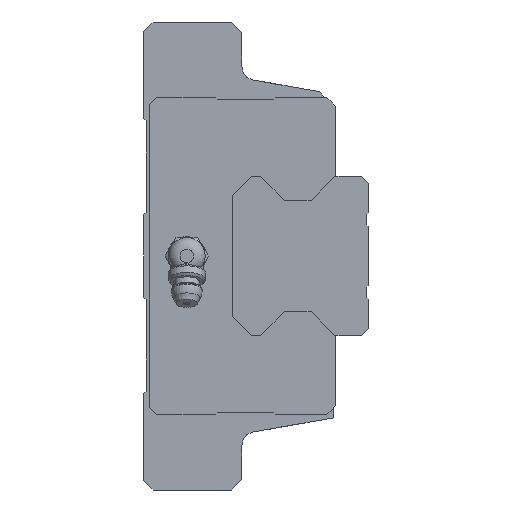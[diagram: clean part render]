
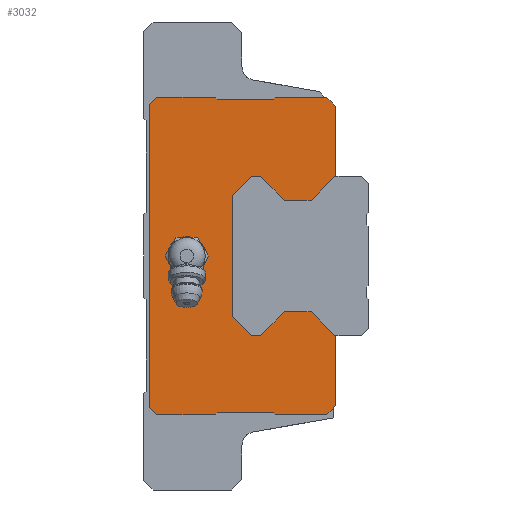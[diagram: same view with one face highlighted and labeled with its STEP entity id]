
A CAD part, left-side view. The second image highlights one B-rep face of the part: STEP entity #3032.
In plain terms, the highlighted planar face has unit normal (-1, 0, 0).
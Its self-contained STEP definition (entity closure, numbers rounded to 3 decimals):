
#667=ORIENTED_EDGE('',*,*,#1241,.F.);
#668=ORIENTED_EDGE('',*,*,#1276,.F.);
#669=ORIENTED_EDGE('',*,*,#1274,.F.);
#670=ORIENTED_EDGE('',*,*,#1272,.F.);
#671=ORIENTED_EDGE('',*,*,#1270,.F.);
#672=ORIENTED_EDGE('',*,*,#1268,.F.);
#673=ORIENTED_EDGE('',*,*,#1266,.F.);
#674=ORIENTED_EDGE('',*,*,#1264,.F.);
#675=ORIENTED_EDGE('',*,*,#1262,.F.);
#676=ORIENTED_EDGE('',*,*,#1260,.F.);
#677=ORIENTED_EDGE('',*,*,#1258,.F.);
#678=ORIENTED_EDGE('',*,*,#1256,.F.);
#679=ORIENTED_EDGE('',*,*,#1254,.F.);
#680=ORIENTED_EDGE('',*,*,#1252,.F.);
#681=ORIENTED_EDGE('',*,*,#1250,.F.);
#682=ORIENTED_EDGE('',*,*,#1248,.F.);
#683=ORIENTED_EDGE('',*,*,#1125,.F.);
#684=ORIENTED_EDGE('',*,*,#1122,.F.);
#685=ORIENTED_EDGE('',*,*,#1119,.F.);
#686=ORIENTED_EDGE('',*,*,#1116,.F.);
#687=ORIENTED_EDGE('',*,*,#1113,.F.);
#688=ORIENTED_EDGE('',*,*,#1110,.F.);
#689=ORIENTED_EDGE('',*,*,#1107,.F.);
#690=ORIENTED_EDGE('',*,*,#1104,.F.);
#691=ORIENTED_EDGE('',*,*,#1101,.F.);
#692=ORIENTED_EDGE('',*,*,#1098,.F.);
#693=ORIENTED_EDGE('',*,*,#1093,.F.);
#694=ORIENTED_EDGE('',*,*,#1247,.F.);
#695=ORIENTED_EDGE('',*,*,#1245,.F.);
#696=ORIENTED_EDGE('',*,*,#1243,.F.);
#697=ORIENTED_EDGE('',*,*,#1277,.T.);
#698=ORIENTED_EDGE('',*,*,#1278,.T.);
#699=ORIENTED_EDGE('',*,*,#1279,.T.);
#700=ORIENTED_EDGE('',*,*,#1280,.T.);
#701=ORIENTED_EDGE('',*,*,#1281,.T.);
#702=ORIENTED_EDGE('',*,*,#1282,.T.);
#1093=EDGE_CURVE('',#1501,#1502,#1781,.T.);
#1098=EDGE_CURVE('',#1502,#1506,#1786,.T.);
#1101=EDGE_CURVE('',#1506,#1508,#1789,.T.);
#1104=EDGE_CURVE('',#1508,#1510,#1792,.T.);
#1107=EDGE_CURVE('',#1510,#1512,#1795,.T.);
#1110=EDGE_CURVE('',#1512,#1514,#1798,.T.);
#1113=EDGE_CURVE('',#1514,#1516,#1801,.T.);
#1116=EDGE_CURVE('',#1516,#1518,#1804,.T.);
#1119=EDGE_CURVE('',#1518,#1520,#1807,.T.);
#1122=EDGE_CURVE('',#1520,#1522,#1810,.T.);
#1125=EDGE_CURVE('',#1522,#1524,#1813,.T.);
#1241=EDGE_CURVE('',#1594,#1595,#1916,.T.);
#1243=EDGE_CURVE('',#1595,#1596,#1918,.T.);
#1245=EDGE_CURVE('',#1596,#1597,#1920,.T.);
#1247=EDGE_CURVE('',#1597,#1501,#1922,.T.);
#1248=EDGE_CURVE('',#1524,#1598,#1923,.T.);
#1250=EDGE_CURVE('',#1598,#1599,#1925,.T.);
#1252=EDGE_CURVE('',#1599,#1600,#1927,.T.);
#1254=EDGE_CURVE('',#1600,#1601,#1929,.T.);
#1256=EDGE_CURVE('',#1601,#1602,#1931,.T.);
#1258=EDGE_CURVE('',#1602,#1603,#1933,.T.);
#1260=EDGE_CURVE('',#1603,#1604,#1935,.T.);
#1262=EDGE_CURVE('',#1604,#1605,#1937,.T.);
#1264=EDGE_CURVE('',#1605,#1606,#1939,.T.);
#1266=EDGE_CURVE('',#1606,#1607,#1941,.T.);
#1268=EDGE_CURVE('',#1607,#1608,#1943,.T.);
#1270=EDGE_CURVE('',#1608,#1609,#1945,.T.);
#1272=EDGE_CURVE('',#1609,#1610,#1947,.T.);
#1274=EDGE_CURVE('',#1610,#1611,#1949,.T.);
#1276=EDGE_CURVE('',#1611,#1594,#1951,.T.);
#1277=EDGE_CURVE('',#1612,#1613,#1952,.T.);
#1278=EDGE_CURVE('',#1613,#1614,#1953,.T.);
#1279=EDGE_CURVE('',#1614,#1615,#1954,.T.);
#1280=EDGE_CURVE('',#1615,#1616,#1955,.T.);
#1281=EDGE_CURVE('',#1616,#1617,#1956,.T.);
#1282=EDGE_CURVE('',#1617,#1612,#1957,.T.);
#1501=VERTEX_POINT('',#4406);
#1502=VERTEX_POINT('',#4408);
#1506=VERTEX_POINT('',#4418);
#1508=VERTEX_POINT('',#4424);
#1510=VERTEX_POINT('',#4430);
#1512=VERTEX_POINT('',#4436);
#1514=VERTEX_POINT('',#4442);
#1516=VERTEX_POINT('',#4448);
#1518=VERTEX_POINT('',#4454);
#1520=VERTEX_POINT('',#4460);
#1522=VERTEX_POINT('',#4466);
#1524=VERTEX_POINT('',#4472);
#1594=VERTEX_POINT('',#4706);
#1595=VERTEX_POINT('',#4708);
#1596=VERTEX_POINT('',#4712);
#1597=VERTEX_POINT('',#4716);
#1598=VERTEX_POINT('',#4722);
#1599=VERTEX_POINT('',#4726);
#1600=VERTEX_POINT('',#4730);
#1601=VERTEX_POINT('',#4734);
#1602=VERTEX_POINT('',#4738);
#1603=VERTEX_POINT('',#4742);
#1604=VERTEX_POINT('',#4746);
#1605=VERTEX_POINT('',#4750);
#1606=VERTEX_POINT('',#4754);
#1607=VERTEX_POINT('',#4758);
#1608=VERTEX_POINT('',#4762);
#1609=VERTEX_POINT('',#4766);
#1610=VERTEX_POINT('',#4770);
#1611=VERTEX_POINT('',#4774);
#1612=VERTEX_POINT('',#4780);
#1613=VERTEX_POINT('',#4781);
#1614=VERTEX_POINT('',#4783);
#1615=VERTEX_POINT('',#4785);
#1616=VERTEX_POINT('',#4787);
#1617=VERTEX_POINT('',#4789);
#1781=LINE('',#4407,#2126);
#1786=LINE('',#4417,#2131);
#1789=LINE('',#4423,#2134);
#1792=LINE('',#4429,#2137);
#1795=LINE('',#4435,#2140);
#1798=LINE('',#4441,#2143);
#1801=LINE('',#4447,#2146);
#1804=LINE('',#4453,#2149);
#1807=LINE('',#4459,#2152);
#1810=LINE('',#4465,#2155);
#1813=LINE('',#4471,#2158);
#1916=LINE('',#4707,#2261);
#1918=LINE('',#4711,#2263);
#1920=LINE('',#4715,#2265);
#1922=LINE('',#4719,#2267);
#1923=LINE('',#4721,#2268);
#1925=LINE('',#4725,#2270);
#1927=LINE('',#4729,#2272);
#1929=LINE('',#4733,#2274);
#1931=LINE('',#4737,#2276);
#1933=LINE('',#4741,#2278);
#1935=LINE('',#4745,#2280);
#1937=LINE('',#4749,#2282);
#1939=LINE('',#4753,#2284);
#1941=LINE('',#4757,#2286);
#1943=LINE('',#4761,#2288);
#1945=LINE('',#4765,#2290);
#1947=LINE('',#4769,#2292);
#1949=LINE('',#4773,#2294);
#1951=LINE('',#4777,#2296);
#1952=LINE('',#4779,#2297);
#1953=LINE('',#4782,#2298);
#1954=LINE('',#4784,#2299);
#1955=LINE('',#4786,#2300);
#1956=LINE('',#4788,#2301);
#1957=LINE('',#4790,#2302);
#2126=VECTOR('',#3482,1000.);
#2131=VECTOR('',#3489,1000.);
#2134=VECTOR('',#3494,1000.);
#2137=VECTOR('',#3499,1000.);
#2140=VECTOR('',#3504,1000.);
#2143=VECTOR('',#3509,1000.);
#2146=VECTOR('',#3514,1000.);
#2149=VECTOR('',#3519,1000.);
#2152=VECTOR('',#3524,1000.);
#2155=VECTOR('',#3529,1000.);
#2158=VECTOR('',#3534,1000.);
#2261=VECTOR('',#3761,1000.);
#2263=VECTOR('',#3765,1000.);
#2265=VECTOR('',#3769,1000.);
#2267=VECTOR('',#3773,1000.);
#2268=VECTOR('',#3776,1000.);
#2270=VECTOR('',#3780,1000.);
#2272=VECTOR('',#3784,1000.);
#2274=VECTOR('',#3788,1000.);
#2276=VECTOR('',#3792,1000.);
#2278=VECTOR('',#3796,1000.);
#2280=VECTOR('',#3800,1000.);
#2282=VECTOR('',#3804,1000.);
#2284=VECTOR('',#3808,1000.);
#2286=VECTOR('',#3812,1000.);
#2288=VECTOR('',#3816,1000.);
#2290=VECTOR('',#3820,1000.);
#2292=VECTOR('',#3824,1000.);
#2294=VECTOR('',#3828,1000.);
#2296=VECTOR('',#3832,1000.);
#2297=VECTOR('',#3835,1000.);
#2298=VECTOR('',#3836,1000.);
#2299=VECTOR('',#3837,1000.);
#2300=VECTOR('',#3838,1000.);
#2301=VECTOR('',#3839,1000.);
#2302=VECTOR('',#3840,1000.);
#2510=EDGE_LOOP('',(#667,#668,#669,#670,#671,#672,#673,#674,#675,#676,#677,
#678,#679,#680,#681,#682,#683,#684,#685,#686,#687,#688,#689,#690,#691,#692,
#693,#694,#695,#696));
#2511=EDGE_LOOP('',(#697,#698,#699,#700,#701,#702));
#2714=FACE_BOUND('',#2510,.T.);
#2715=FACE_BOUND('',#2511,.T.);
#2886=PLANE('',#3249);
#3032=ADVANCED_FACE('',(#2714,#2715),#2886,.F.);
#3249=AXIS2_PLACEMENT_3D('',#4778,#3833,#3834);
#3482=DIRECTION('',(0.,0.707,-0.707));
#3489=DIRECTION('',(0.,1.,0.));
#3494=DIRECTION('',(0.,0.707,0.707));
#3499=DIRECTION('',(0.,1.,0.));
#3504=DIRECTION('',(0.,0.702,-0.712));
#3509=DIRECTION('',(0.,0.,-1.));
#3514=DIRECTION('',(0.,-0.702,-0.712));
#3519=DIRECTION('',(0.,-1.,0.));
#3524=DIRECTION('',(0.,-0.707,0.707));
#3529=DIRECTION('',(0.,-1.,0.));
#3534=DIRECTION('',(0.,-0.707,-0.707));
#3761=DIRECTION('',(0.,-1.,0.));
#3765=DIRECTION('',(0.,-0.707,-0.707));
#3769=DIRECTION('',(0.,0.,-1.));
#3773=DIRECTION('',(0.,1.,0.));
#3776=DIRECTION('',(0.,-1.,0.));
#3780=DIRECTION('',(0.,0.,-1.));
#3784=DIRECTION('',(0.,0.707,-0.707));
#3788=DIRECTION('',(0.,1.,0.));
#3792=DIRECTION('',(0.,0.707,0.707));
#3796=DIRECTION('',(0.,1.,0.));
#3800=DIRECTION('',(0.,0.707,-0.707));
#3804=DIRECTION('',(0.,1.,0.));
#3808=DIRECTION('',(0.,0.707,0.707));
#3812=DIRECTION('',(0.,0.,1.));
#3816=DIRECTION('',(0.,-0.707,0.707));
#3820=DIRECTION('',(0.,-1.,0.));
#3824=DIRECTION('',(0.,-0.707,-0.707));
#3828=DIRECTION('',(0.,-1.,0.));
#3832=DIRECTION('',(0.,-0.707,0.707));
#3833=DIRECTION('',(1.,0.,0.));
#3834=DIRECTION('',(0.,0.,-1.));
#3835=DIRECTION('',(0.,1.,0.));
#3836=DIRECTION('',(0.,0.5,0.866));
#3837=DIRECTION('',(0.,-0.5,0.866));
#3838=DIRECTION('',(0.,-1.,0.));
#3839=DIRECTION('',(0.,-0.5,-0.866));
#3840=DIRECTION('',(0.,0.5,-0.866));
#4406=CARTESIAN_POINT('',(-67.2,-47.87,17.));
#4407=CARTESIAN_POINT('',(-67.2,-47.87,17.));
#4408=CARTESIAN_POINT('',(-67.2,-42.77,11.9));
#4417=CARTESIAN_POINT('',(-67.2,-42.77,11.9));
#4418=CARTESIAN_POINT('',(-67.2,-37.07,11.9));
#4423=CARTESIAN_POINT('',(-67.2,-37.07,11.9));
#4424=CARTESIAN_POINT('',(-67.2,-31.97,17.));
#4429=CARTESIAN_POINT('',(-67.2,-31.97,17.));
#4430=CARTESIAN_POINT('',(-67.2,-30.,17.));
#4435=CARTESIAN_POINT('',(-67.2,-30.,17.));
#4436=CARTESIAN_POINT('',(-67.2,-26.,12.94));
#4441=CARTESIAN_POINT('',(-67.2,-26.,12.94));
#4442=CARTESIAN_POINT('',(-67.2,-26.,-12.94));
#4447=CARTESIAN_POINT('',(-67.2,-26.,-12.94));
#4448=CARTESIAN_POINT('',(-67.2,-30.,-17.));
#4453=CARTESIAN_POINT('',(-67.2,-30.,-17.));
#4454=CARTESIAN_POINT('',(-67.2,-31.97,-17.));
#4459=CARTESIAN_POINT('',(-67.2,-31.97,-17.));
#4460=CARTESIAN_POINT('',(-67.2,-37.07,-11.9));
#4465=CARTESIAN_POINT('',(-67.2,-37.07,-11.9));
#4466=CARTESIAN_POINT('',(-67.2,-42.77,-11.9));
#4471=CARTESIAN_POINT('',(-67.2,-42.77,-11.9));
#4472=CARTESIAN_POINT('',(-67.2,-47.87,-17.));
#4706=CARTESIAN_POINT('',(-67.2,-35.1,33.9));
#4707=CARTESIAN_POINT('',(-67.2,-35.1,33.9));
#4708=CARTESIAN_POINT('',(-67.2,-46.1,33.9));
#4711=CARTESIAN_POINT('',(-67.2,-46.1,33.9));
#4712=CARTESIAN_POINT('',(-67.2,-48.,32.));
#4715=CARTESIAN_POINT('',(-67.2,-48.,32.));
#4716=CARTESIAN_POINT('',(-67.2,-48.,17.));
#4719=CARTESIAN_POINT('',(-67.2,-48.,17.));
#4721=CARTESIAN_POINT('',(-67.2,-47.87,-17.));
#4722=CARTESIAN_POINT('',(-67.2,-48.,-17.));
#4725=CARTESIAN_POINT('',(-67.2,-48.,-17.));
#4726=CARTESIAN_POINT('',(-67.2,-48.,-32.));
#4729=CARTESIAN_POINT('',(-67.2,-48.,-32.));
#4730=CARTESIAN_POINT('',(-67.2,-46.1,-33.9));
#4733=CARTESIAN_POINT('',(-67.2,-46.1,-33.9));
#4734=CARTESIAN_POINT('',(-67.2,-35.1,-33.9));
#4737=CARTESIAN_POINT('',(-67.2,-35.1,-33.9));
#4738=CARTESIAN_POINT('',(-67.2,-34.7,-33.5));
#4741=CARTESIAN_POINT('',(-67.2,-34.7,-33.5));
#4742=CARTESIAN_POINT('',(-67.2,-22.7,-33.5));
#4745=CARTESIAN_POINT('',(-67.2,-22.7,-33.5));
#4746=CARTESIAN_POINT('',(-67.2,-22.3,-33.9));
#4749=CARTESIAN_POINT('',(-67.2,-22.3,-33.9));
#4750=CARTESIAN_POINT('',(-67.2,-9.8,-33.9));
#4753=CARTESIAN_POINT('',(-67.2,-9.8,-33.9));
#4754=CARTESIAN_POINT('',(-67.2,-8.3,-32.4));
#4757=CARTESIAN_POINT('',(-67.2,-8.3,-32.4));
#4758=CARTESIAN_POINT('',(-67.2,-8.3,32.4));
#4761=CARTESIAN_POINT('',(-67.2,-8.3,32.4));
#4762=CARTESIAN_POINT('',(-67.2,-9.8,33.9));
#4765=CARTESIAN_POINT('',(-67.2,-9.8,33.9));
#4766=CARTESIAN_POINT('',(-67.2,-22.3,33.9));
#4769=CARTESIAN_POINT('',(-67.2,-22.3,33.9));
#4770=CARTESIAN_POINT('',(-67.2,-22.7,33.5));
#4773=CARTESIAN_POINT('',(-67.2,-22.7,33.5));
#4774=CARTESIAN_POINT('',(-67.2,-34.7,33.5));
#4777=CARTESIAN_POINT('',(-67.2,-34.7,33.5));
#4778=CARTESIAN_POINT('',(-67.2,0.,0.));
#4779=CARTESIAN_POINT('',(-67.2,-18.509,-4.));
#4780=CARTESIAN_POINT('',(-67.2,-18.509,-4.));
#4781=CARTESIAN_POINT('',(-67.2,-13.891,-4.));
#4782=CARTESIAN_POINT('',(-67.2,-13.891,-4.));
#4783=CARTESIAN_POINT('',(-67.2,-11.581,0.));
#4784=CARTESIAN_POINT('',(-67.2,-11.581,0.));
#4785=CARTESIAN_POINT('',(-67.2,-13.891,4.));
#4786=CARTESIAN_POINT('',(-67.2,-13.891,4.));
#4787=CARTESIAN_POINT('',(-67.2,-18.509,4.));
#4788=CARTESIAN_POINT('',(-67.2,-18.509,4.));
#4789=CARTESIAN_POINT('',(-67.2,-20.819,0.));
#4790=CARTESIAN_POINT('',(-67.2,-20.819,0.));
